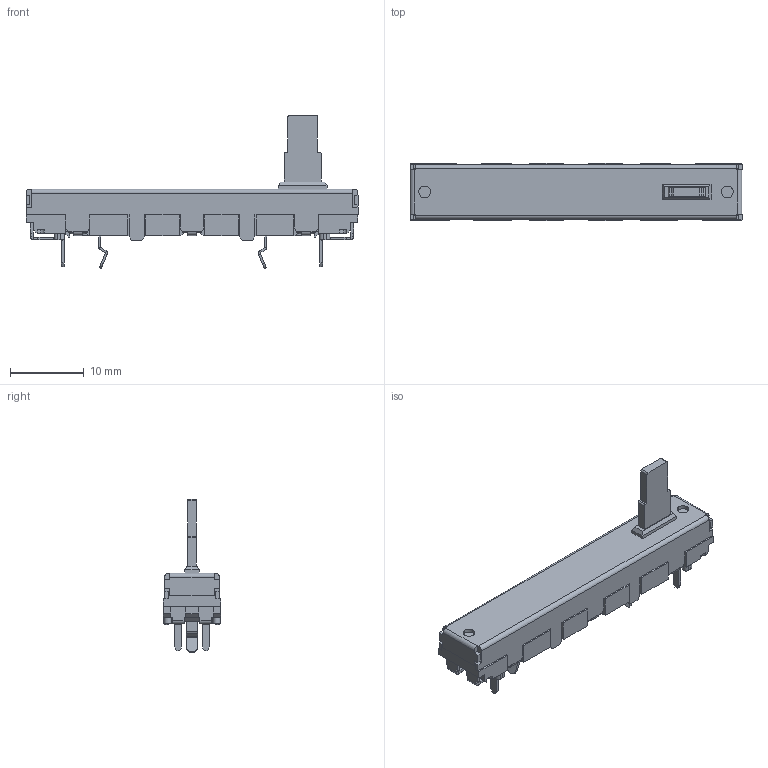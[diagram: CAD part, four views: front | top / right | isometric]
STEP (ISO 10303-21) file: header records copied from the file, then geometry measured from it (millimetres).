
FILE_DESCRIPTION (( 'STEP AP214' ), '1' );
FILE_NAME ('RS30111A9012.STEP', '2012-01-25T07:20:22', ( '' ), ( '' ), 'SwSTEP 2.0', 'SolidWorks 2010', '' );
FILE_SCHEMA (( 'AUTOMOTIVE_DESIGN' ));
Length unit declared in the file: millimetre
Products named in the file (1): RS30111A9012
Bounding box: 45 x 7.8 x 20.8 mm (x, y, z)
Volume: 2049.9 mm3; surface area: 1781.9 mm2
Topology: 1 solids, 1 shells, 688 faces, 1831 edges, 1144 vertices
Faces by surface type: plane 569, cylinder 107, bspline 12
Entity records: 28192 total; most frequent: CARTESIAN_POINT 3898, ORIENTED_EDGE 3662, DIRECTION 3339, EDGE_CURVE 1831, LINE 1569, VECTOR 1569, VERTEX_POINT 1144, AXIS2_PLACEMENT_3D 885
